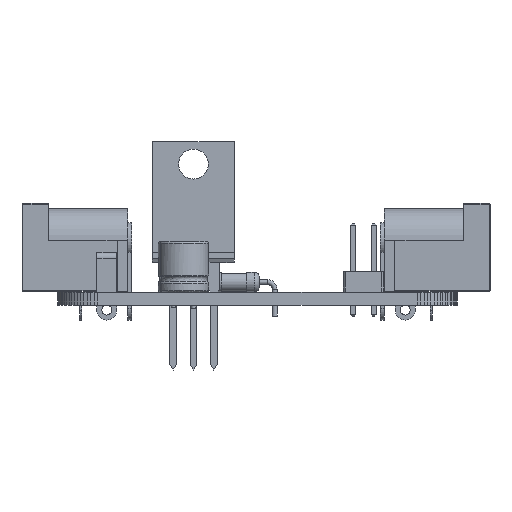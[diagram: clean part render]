
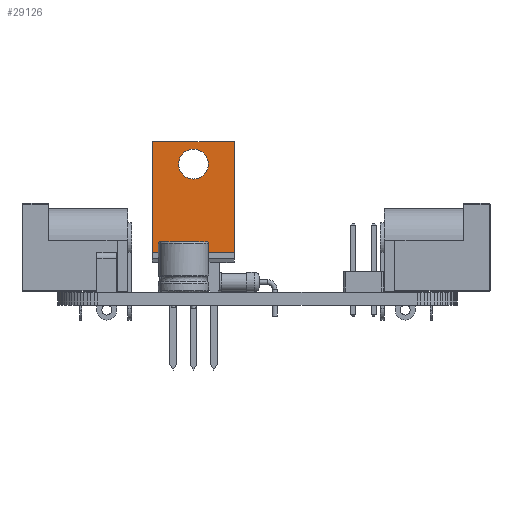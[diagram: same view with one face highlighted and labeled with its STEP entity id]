
A CAD part, left-side view. The second image highlights one B-rep face of the part: STEP entity #29126.
In plain terms, the highlighted face is planar.
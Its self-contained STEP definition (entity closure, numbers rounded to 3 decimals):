
#26606 = PLANE('',#26607);
#26607 = AXIS2_PLACEMENT_3D('',#26608,#26609,#26610);
#26608 = CARTESIAN_POINT('',(7.655,3.16,5.));
#26609 = DIRECTION('',(1.,0.,0.));
#26610 = DIRECTION('',(0.,-1.,0.));
#26662 = PLANE('',#26663);
#26663 = AXIS2_PLACEMENT_3D('',#26664,#26665,#26666);
#26664 = CARTESIAN_POINT('',(-2.575,1.89,5.));
#26665 = DIRECTION('',(-1.,0.,0.));
#26666 = DIRECTION('',(0.,1.,0.));
#26739 = PLANE('',#26740);
#26740 = AXIS2_PLACEMENT_3D('',#26741,#26742,#26743);
#26741 = CARTESIAN_POINT('',(-2.575,3.16,5.));
#26742 = DIRECTION('',(0.,0.,1.));
#26743 = DIRECTION('',(1.,0.,-0.));
#27796 = VERTEX_POINT('',#27797);
#27797 = CARTESIAN_POINT('',(-2.575,3.16,18.775));
#27811 = PLANE('',#27812);
#27812 = AXIS2_PLACEMENT_3D('',#27813,#27814,#27815);
#27813 = CARTESIAN_POINT('',(-2.575,3.16,18.775));
#27814 = DIRECTION('',(0.,0.,1.));
#27815 = DIRECTION('',(1.,0.,-0.));
#27823 = EDGE_CURVE('',#27824,#27796,#27826,.T.);
#27824 = VERTEX_POINT('',#27825);
#27825 = CARTESIAN_POINT('',(-2.575,3.16,5.));
#27826 = SURFACE_CURVE('',#27827,(#27831,#27838),.PCURVE_S1.);
#27827 = LINE('',#27828,#27829);
#27828 = CARTESIAN_POINT('',(-2.575,3.16,5.));
#27829 = VECTOR('',#27830,1.);
#27830 = DIRECTION('',(0.,0.,1.));
#27831 = PCURVE('',#26662,#27832);
#27832 = DEFINITIONAL_REPRESENTATION('',(#27833),#27837);
#27833 = LINE('',#27834,#27835);
#27834 = CARTESIAN_POINT('',(1.27,0.));
#27835 = VECTOR('',#27836,1.);
#27836 = DIRECTION('',(0.,-1.));
#27837 = ( GEOMETRIC_REPRESENTATION_CONTEXT(2) 
PARAMETRIC_REPRESENTATION_CONTEXT() REPRESENTATION_CONTEXT('2D SPACE',''
  ) );
#27838 = PCURVE('',#27839,#27844);
#27839 = PLANE('',#27840);
#27840 = AXIS2_PLACEMENT_3D('',#27841,#27842,#27843);
#27841 = CARTESIAN_POINT('',(-2.575,3.16,5.));
#27842 = DIRECTION('',(0.,1.,0.));
#27843 = DIRECTION('',(1.,0.,0.));
#27844 = DEFINITIONAL_REPRESENTATION('',(#27845),#27849);
#27845 = LINE('',#27846,#27847);
#27846 = CARTESIAN_POINT('',(0.,0.));
#27847 = VECTOR('',#27848,1.);
#27848 = DIRECTION('',(0.,-1.));
#27849 = ( GEOMETRIC_REPRESENTATION_CONTEXT(2) 
PARAMETRIC_REPRESENTATION_CONTEXT() REPRESENTATION_CONTEXT('2D SPACE',''
  ) );
#27941 = CYLINDRICAL_SURFACE('',#27942,1.868);
#27942 = AXIS2_PLACEMENT_3D('',#27943,#27944,#27945);
#27943 = CARTESIAN_POINT('',(2.54,1.89,16.005));
#27944 = DIRECTION('',(0.,-1.,0.));
#27945 = DIRECTION('',(1.,0.,0.));
#27957 = VERTEX_POINT('',#27958);
#27958 = CARTESIAN_POINT('',(7.655,3.16,5.));
#27979 = EDGE_CURVE('',#27957,#27980,#27982,.T.);
#27980 = VERTEX_POINT('',#27981);
#27981 = CARTESIAN_POINT('',(7.655,3.16,18.775));
#27982 = SURFACE_CURVE('',#27983,(#27987,#27994),.PCURVE_S1.);
#27983 = LINE('',#27984,#27985);
#27984 = CARTESIAN_POINT('',(7.655,3.16,5.));
#27985 = VECTOR('',#27986,1.);
#27986 = DIRECTION('',(0.,0.,1.));
#27987 = PCURVE('',#26606,#27988);
#27988 = DEFINITIONAL_REPRESENTATION('',(#27989),#27993);
#27989 = LINE('',#27990,#27991);
#27990 = CARTESIAN_POINT('',(0.,0.));
#27991 = VECTOR('',#27992,1.);
#27992 = DIRECTION('',(0.,-1.));
#27993 = ( GEOMETRIC_REPRESENTATION_CONTEXT(2) 
PARAMETRIC_REPRESENTATION_CONTEXT() REPRESENTATION_CONTEXT('2D SPACE',''
  ) );
#27994 = PCURVE('',#27839,#27995);
#27995 = DEFINITIONAL_REPRESENTATION('',(#27996),#28000);
#27996 = LINE('',#27997,#27998);
#27997 = CARTESIAN_POINT('',(10.23,0.));
#27998 = VECTOR('',#27999,1.);
#27999 = DIRECTION('',(0.,-1.));
#28000 = ( GEOMETRIC_REPRESENTATION_CONTEXT(2) 
PARAMETRIC_REPRESENTATION_CONTEXT() REPRESENTATION_CONTEXT('2D SPACE',''
  ) );
#28029 = EDGE_CURVE('',#27824,#27957,#28030,.T.);
#28030 = SURFACE_CURVE('',#28031,(#28035,#28042),.PCURVE_S1.);
#28031 = LINE('',#28032,#28033);
#28032 = CARTESIAN_POINT('',(-2.575,3.16,5.));
#28033 = VECTOR('',#28034,1.);
#28034 = DIRECTION('',(1.,0.,0.));
#28035 = PCURVE('',#26739,#28036);
#28036 = DEFINITIONAL_REPRESENTATION('',(#28037),#28041);
#28037 = LINE('',#28038,#28039);
#28038 = CARTESIAN_POINT('',(0.,0.));
#28039 = VECTOR('',#28040,1.);
#28040 = DIRECTION('',(1.,0.));
#28041 = ( GEOMETRIC_REPRESENTATION_CONTEXT(2) 
PARAMETRIC_REPRESENTATION_CONTEXT() REPRESENTATION_CONTEXT('2D SPACE',''
  ) );
#28042 = PCURVE('',#27839,#28043);
#28043 = DEFINITIONAL_REPRESENTATION('',(#28044),#28048);
#28044 = LINE('',#28045,#28046);
#28045 = CARTESIAN_POINT('',(0.,0.));
#28046 = VECTOR('',#28047,1.);
#28047 = DIRECTION('',(1.,0.));
#28048 = ( GEOMETRIC_REPRESENTATION_CONTEXT(2) 
PARAMETRIC_REPRESENTATION_CONTEXT() REPRESENTATION_CONTEXT('2D SPACE',''
  ) );
#29126 = ADVANCED_FACE('',(#29127,#29153),#27839,.T.);
#29127 = FACE_BOUND('',#29128,.T.);
#29128 = EDGE_LOOP('',(#29129,#29130,#29151,#29152));
#29129 = ORIENTED_EDGE('',*,*,#27823,.T.);
#29130 = ORIENTED_EDGE('',*,*,#29131,.T.);
#29131 = EDGE_CURVE('',#27796,#27980,#29132,.T.);
#29132 = SURFACE_CURVE('',#29133,(#29137,#29144),.PCURVE_S1.);
#29133 = LINE('',#29134,#29135);
#29134 = CARTESIAN_POINT('',(-2.575,3.16,18.775));
#29135 = VECTOR('',#29136,1.);
#29136 = DIRECTION('',(1.,0.,0.));
#29137 = PCURVE('',#27839,#29138);
#29138 = DEFINITIONAL_REPRESENTATION('',(#29139),#29143);
#29139 = LINE('',#29140,#29141);
#29140 = CARTESIAN_POINT('',(0.,-13.775));
#29141 = VECTOR('',#29142,1.);
#29142 = DIRECTION('',(1.,0.));
#29143 = ( GEOMETRIC_REPRESENTATION_CONTEXT(2) 
PARAMETRIC_REPRESENTATION_CONTEXT() REPRESENTATION_CONTEXT('2D SPACE',''
  ) );
#29144 = PCURVE('',#27811,#29145);
#29145 = DEFINITIONAL_REPRESENTATION('',(#29146),#29150);
#29146 = LINE('',#29147,#29148);
#29147 = CARTESIAN_POINT('',(0.,0.));
#29148 = VECTOR('',#29149,1.);
#29149 = DIRECTION('',(1.,0.));
#29150 = ( GEOMETRIC_REPRESENTATION_CONTEXT(2) 
PARAMETRIC_REPRESENTATION_CONTEXT() REPRESENTATION_CONTEXT('2D SPACE',''
  ) );
#29151 = ORIENTED_EDGE('',*,*,#27979,.F.);
#29152 = ORIENTED_EDGE('',*,*,#28029,.F.);
#29153 = FACE_BOUND('',#29154,.T.);
#29154 = EDGE_LOOP('',(#29155));
#29155 = ORIENTED_EDGE('',*,*,#29156,.T.);
#29156 = EDGE_CURVE('',#29157,#29157,#29159,.T.);
#29157 = VERTEX_POINT('',#29158);
#29158 = CARTESIAN_POINT('',(4.408,3.16,16.005));
#29159 = SURFACE_CURVE('',#29160,(#29165,#29176),.PCURVE_S1.);
#29160 = CIRCLE('',#29161,1.868);
#29161 = AXIS2_PLACEMENT_3D('',#29162,#29163,#29164);
#29162 = CARTESIAN_POINT('',(2.54,3.16,16.005));
#29163 = DIRECTION('',(0.,-1.,0.));
#29164 = DIRECTION('',(1.,0.,0.));
#29165 = PCURVE('',#27839,#29166);
#29166 = DEFINITIONAL_REPRESENTATION('',(#29167),#29175);
#29167 = ( BOUNDED_CURVE() B_SPLINE_CURVE(2,(#29168,#29169,#29170,#29171
    ,#29172,#29173,#29174),.UNSPECIFIED.,.T.,.F.) 
B_SPLINE_CURVE_WITH_KNOTS((1,2,2,2,2,1),(-2.094,0.,
    2.094,4.189,6.283,8.378),
.UNSPECIFIED.) CURVE() GEOMETRIC_REPRESENTATION_ITEM() 
RATIONAL_B_SPLINE_CURVE((1.,0.5,1.,0.5,1.,0.5,1.)) REPRESENTATION_ITEM(
  '') );
#29168 = CARTESIAN_POINT('',(6.983,-11.005));
#29169 = CARTESIAN_POINT('',(6.983,-14.24));
#29170 = CARTESIAN_POINT('',(4.181,-12.622));
#29171 = CARTESIAN_POINT('',(1.38,-11.005));
#29172 = CARTESIAN_POINT('',(4.181,-9.388));
#29173 = CARTESIAN_POINT('',(6.983,-7.77));
#29174 = CARTESIAN_POINT('',(6.983,-11.005));
#29175 = ( GEOMETRIC_REPRESENTATION_CONTEXT(2) 
PARAMETRIC_REPRESENTATION_CONTEXT() REPRESENTATION_CONTEXT('2D SPACE',''
  ) );
#29176 = PCURVE('',#27941,#29177);
#29177 = DEFINITIONAL_REPRESENTATION('',(#29178),#29182);
#29178 = LINE('',#29179,#29180);
#29179 = CARTESIAN_POINT('',(0.,-1.27));
#29180 = VECTOR('',#29181,1.);
#29181 = DIRECTION('',(1.,0.));
#29182 = ( GEOMETRIC_REPRESENTATION_CONTEXT(2) 
PARAMETRIC_REPRESENTATION_CONTEXT() REPRESENTATION_CONTEXT('2D SPACE',''
  ) );
